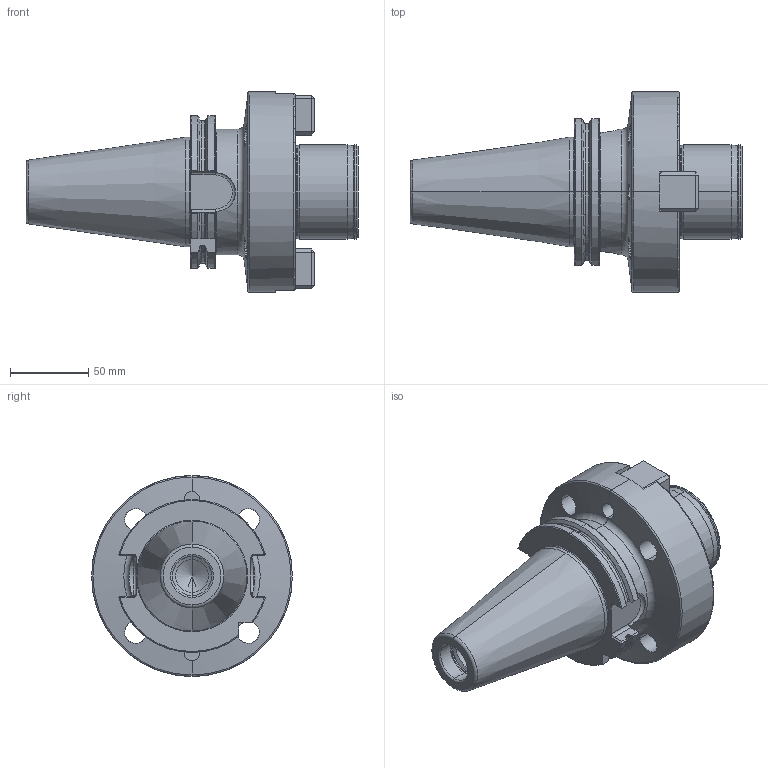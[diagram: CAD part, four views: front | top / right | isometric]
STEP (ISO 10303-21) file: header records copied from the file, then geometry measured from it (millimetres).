
FILE_DESCRIPTION (( 'STEP AP203' ), '1' );
FILE_NAME ('SK5-D60.K01.070_B.STEP', '2017-11-15T14:19:41', ( 'SWIAdmin' ), ( 'Hewlett-Packard Company' ), 'SwSTEP 2.0', 'SolidWorks 2017', '' );
FILE_SCHEMA (( 'CONFIG_CONTROL_DESIGN' ));
Length unit declared in the file: millimetre
Products named in the file (4): ISO 4762 - M12 x 25_PreviewCfg; SK5-D60.K01.070_B; SK5-D60.K01.070; U00-D60.ER1.025
Assembly tree (5 placements, depth 2):
  SK5-D60.K01.070_B
    SK5-D60.K01.070
    U00-D60.ER1.025  x2
    ISO 4762 - M12 x 25_PreviewCfg  x2
Bounding box: 211.6 x 128 x 128 mm (x, y, z)
Volume: 942353.4 mm3; surface area: 99476 mm2
Topology: 5 solids, 5 shells, 292 faces, 691 edges, 408 vertices
Faces by surface type: plane 113, cylinder 74, torus 53, cone 52
Entity records: 8161 total; most frequent: CARTESIAN_POINT 2079, DIRECTION 1232, ORIENTED_EDGE 1154, EDGE_CURVE 577, AXIS2_PLACEMENT_3D 487, VERTEX_POINT 347, EDGE_LOOP 258, VECTOR 258
